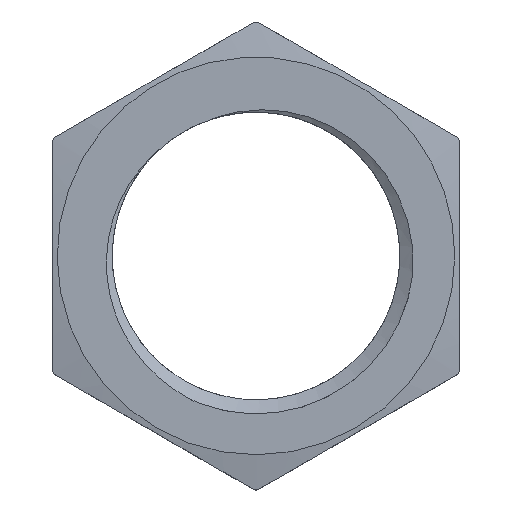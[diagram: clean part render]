
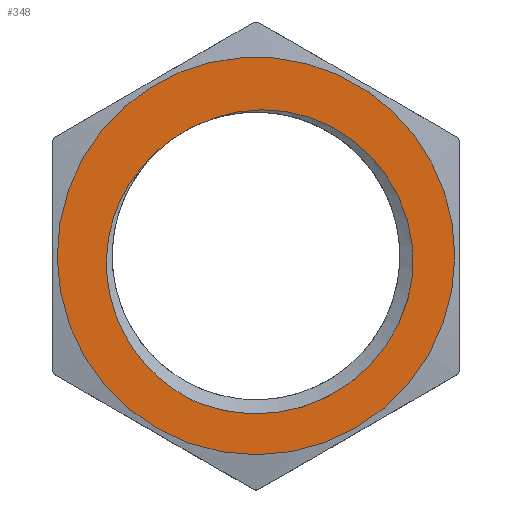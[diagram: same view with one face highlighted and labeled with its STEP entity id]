
A CAD part, top view. The second image highlights one B-rep face of the part: STEP entity #348.
In plain terms, the highlighted planar face has unit normal (0, 0, 1).
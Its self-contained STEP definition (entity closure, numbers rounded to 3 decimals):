
#18=FACE_BOUND('',#134,.T.);
#64=PLANE('',#392);
#66=CIRCLE('',#359,7.78);
#67=CIRCLE('',#361,8.541);
#69=CIRCLE('',#370,10.75);
#110=FACE_OUTER_BOUND('',#133,.T.);
#133=EDGE_LOOP('',(#322));
#134=EDGE_LOOP('',(#323,#324,#325,#326));
#137=B_SPLINE_CURVE_WITH_KNOTS('',3,(#691,#692,#693,#694,#695,#696,#697,
#698,#699,#700,#701,#702,#703,#704,#705,#706),.UNSPECIFIED.,.F.,.F.,(4,
3,3,3,3,4),(-1.626,-1.603,-1.216,-0.82,
-0.414,0.),.UNSPECIFIED.);
#142=B_SPLINE_CURVE_WITH_KNOTS('',3,(#1053,#1054,#1055,#1056,#1057,#1058,
#1059,#1060,#1061,#1062,#1063,#1064,#1065,#1066,#1067,#1068),
 .UNSPECIFIED.,.F.,.F.,(4,3,3,3,3,4),(-1.623,-1.597,
-1.185,-0.781,-0.386,0.),
 .UNSPECIFIED.);
#145=VERTEX_POINT('',#654);
#146=VERTEX_POINT('',#690);
#148=VERTEX_POINT('',#745);
#150=VERTEX_POINT('',#955);
#175=VERTEX_POINT('',#1151);
#179=EDGE_CURVE('',#145,#146,#137,.T.);
#183=EDGE_CURVE('',#148,#145,#66,.T.);
#186=EDGE_CURVE('',#150,#148,#142,.T.);
#187=EDGE_CURVE('',#150,#146,#67,.T.);
#213=EDGE_CURVE('',#175,#175,#69,.T.);
#322=ORIENTED_EDGE('',*,*,#213,.F.);
#323=ORIENTED_EDGE('',*,*,#187,.T.);
#324=ORIENTED_EDGE('',*,*,#179,.F.);
#325=ORIENTED_EDGE('',*,*,#183,.F.);
#326=ORIENTED_EDGE('',*,*,#186,.F.);
#348=ADVANCED_FACE('',(#110,#18),#64,.T.);
#359=AXIS2_PLACEMENT_3D('',#781,#399,#400);
#361=AXIS2_PLACEMENT_3D('',#1070,#403,#404);
#370=AXIS2_PLACEMENT_3D('',#1152,#433,#434);
#392=AXIS2_PLACEMENT_3D('',#1175,#477,#478);
#399=DIRECTION('center_axis',(0.,0.,1.));
#400=DIRECTION('ref_axis',(-1.,0.,0.));
#403=DIRECTION('center_axis',(0.,0.,-1.));
#404=DIRECTION('ref_axis',(-1.,0.,0.));
#433=DIRECTION('center_axis',(0.,0.,-1.));
#434=DIRECTION('ref_axis',(-1.,0.,0.));
#477=DIRECTION('center_axis',(0.,0.,1.));
#478=DIRECTION('ref_axis',(1.,0.,0.));
#654=CARTESIAN_POINT('',(-5.532,5.471,3.5));
#690=CARTESIAN_POINT('',(-3.07,-7.97,3.5));
#691=CARTESIAN_POINT('Ctrl Pts',(-5.532,5.471,3.5));
#692=CARTESIAN_POINT('Ctrl Pts',(-5.589,5.419,3.5));
#693=CARTESIAN_POINT('Ctrl Pts',(-5.645,5.366,3.5));
#694=CARTESIAN_POINT('Ctrl Pts',(-5.701,5.312,3.5));
#695=CARTESIAN_POINT('Ctrl Pts',(-6.622,4.416,3.5));
#696=CARTESIAN_POINT('Ctrl Pts',(-7.317,3.286,3.5));
#697=CARTESIAN_POINT('Ctrl Pts',(-7.708,2.065,3.5));
#698=CARTESIAN_POINT('Ctrl Pts',(-8.109,0.813,3.5));
#699=CARTESIAN_POINT('Ctrl Pts',(-8.193,-0.542,3.5));
#700=CARTESIAN_POINT('Ctrl Pts',(-7.958,-1.834,3.5));
#701=CARTESIAN_POINT('Ctrl Pts',(-7.718,-3.156,3.5));
#702=CARTESIAN_POINT('Ctrl Pts',(-7.144,-4.421,3.5));
#703=CARTESIAN_POINT('Ctrl Pts',(-6.309,-5.476,3.5));
#704=CARTESIAN_POINT('Ctrl Pts',(-5.457,-6.555,3.5));
#705=CARTESIAN_POINT('Ctrl Pts',(-4.335,-7.417,3.5));
#706=CARTESIAN_POINT('Ctrl Pts',(-3.07,-7.97,3.5));
#745=CARTESIAN_POINT('',(-2.305,7.431,3.5));
#781=CARTESIAN_POINT('Origin',(0.,0.,3.5));
#955=CARTESIAN_POINT('',(8.488,-0.95,3.5));
#1053=CARTESIAN_POINT('Ctrl Pts',(8.489,-0.95,3.5));
#1054=CARTESIAN_POINT('Ctrl Pts',(8.494,-0.865,3.5));
#1055=CARTESIAN_POINT('Ctrl Pts',(8.499,-0.781,3.5));
#1056=CARTESIAN_POINT('Ctrl Pts',(8.502,-0.696,3.5));
#1057=CARTESIAN_POINT('Ctrl Pts',(8.552,0.678,3.5));
#1058=CARTESIAN_POINT('Ctrl Pts',(8.262,2.067,3.5));
#1059=CARTESIAN_POINT('Ctrl Pts',(7.663,3.3,3.5));
#1060=CARTESIAN_POINT('Ctrl Pts',(7.075,4.508,3.5));
#1061=CARTESIAN_POINT('Ctrl Pts',(6.187,5.574,3.5));
#1062=CARTESIAN_POINT('Ctrl Pts',(5.102,6.363,3.5));
#1063=CARTESIAN_POINT('Ctrl Pts',(4.041,7.134,3.5));
#1064=CARTESIAN_POINT('Ctrl Pts',(2.785,7.646,3.5));
#1065=CARTESIAN_POINT('Ctrl Pts',(1.485,7.828,3.5));
#1066=CARTESIAN_POINT('Ctrl Pts',(0.216,8.006,3.5));
#1067=CARTESIAN_POINT('Ctrl Pts',(-1.096,7.872,3.5));
#1068=CARTESIAN_POINT('Ctrl Pts',(-2.305,7.431,3.5));
#1070=CARTESIAN_POINT('Origin',(0.,0.,3.5));
#1151=CARTESIAN_POINT('',(10.75,0.,3.5));
#1152=CARTESIAN_POINT('Origin',(0.,0.,3.5));
#1175=CARTESIAN_POINT('Origin',(10.955,-6.325,3.5));
